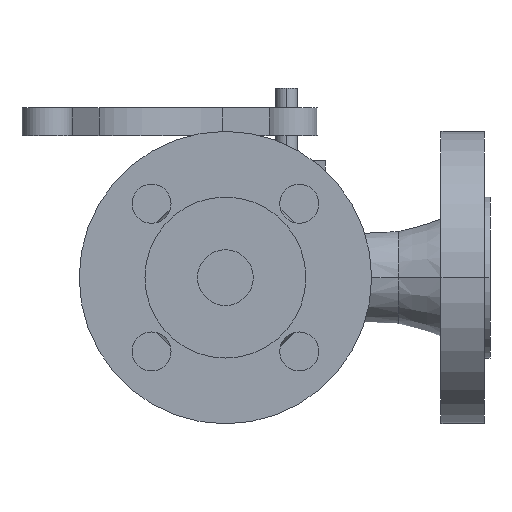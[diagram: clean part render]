
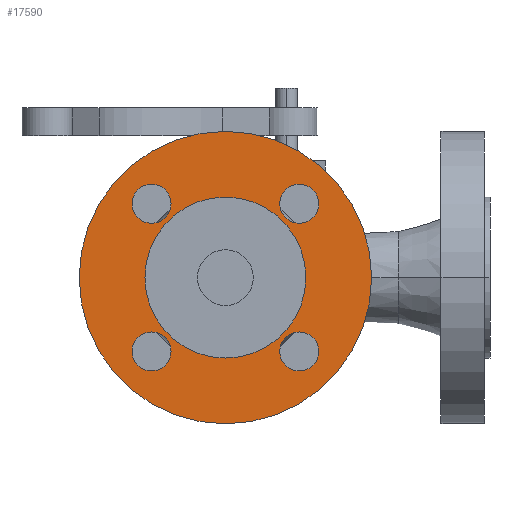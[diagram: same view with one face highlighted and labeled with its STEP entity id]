
A CAD part, front view. The second image highlights one B-rep face of the part: STEP entity #17590.
In plain terms, the highlighted planar face has unit normal (0, -1, 0).
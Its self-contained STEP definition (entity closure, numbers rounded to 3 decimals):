
#2710=CARTESIAN_POINT('',(-28.9,2.,0.))
;
#2720=VERTEX_POINT('',#2710);
#2880=CARTESIAN_POINT('',(28.9,2.,0.));
#2890=VERTEX_POINT('',#2880);
#2920=CARTESIAN_POINT('',(0.,2.,0.));
#2930=DIRECTION('',(0.,-1.,-0.));
#2940=DIRECTION('',(-1.,0.,0.));
#2950=AXIS2_PLACEMENT_3D('',#2920,#2930,#2940);
#2960=CIRCLE('',#2950,28.9);
#2970=EDGE_CURVE('',#2720,#2890,#2960,.T.);
#3110=CARTESIAN_POINT('',(52.5,2.,0.));
#3120=VERTEX_POINT('',#3110);
#3170=CARTESIAN_POINT('',(0.,2.,0.));
#3180=DIRECTION('',(0.,-1.,-0.));
#3190=DIRECTION('',(-1.,0.,0.));
#3200=AXIS2_PLACEMENT_3D('',#3170,#3180,#3190);
#3210=CIRCLE('',#3200,52.5);
#3220=CARTESIAN_POINT('',(-52.5,2.,0.))
;
#3230=VERTEX_POINT('',#3220);
#3240=EDGE_CURVE('',#3120,#3230,#3210,.T.);
#10290=CARTESIAN_POINT('',(33.517,2.,-26.517));
#10300=VERTEX_POINT('',#10290);
#10460=CARTESIAN_POINT('',(19.517,2.,
-26.517));
#10470=VERTEX_POINT('',#10460);
#10500=CARTESIAN_POINT('',(26.517,2.,
-26.517));
#10510=DIRECTION('',(0.,1.,0.));
#10520=DIRECTION('',(1.,0.,0.));
#10530=AXIS2_PLACEMENT_3D('',#10500,#10510,#10520);
#10540=CIRCLE('',#10530,7.);
#10550=EDGE_CURVE('',#10470,#10300,#10540,.T.);
#10710=CARTESIAN_POINT('',(33.517,2.,
26.517));
#10720=VERTEX_POINT('',#10710);
#10750=CARTESIAN_POINT('',(26.517,2.,
26.517));
#10760=DIRECTION('',(0.,1.,0.));
#10770=DIRECTION('',(1.,0.,0.));
#10780=AXIS2_PLACEMENT_3D('',#10750,#10760,#10770);
#10790=CIRCLE('',#10780,7.);
#10800=CARTESIAN_POINT('',(19.517,2.,
26.517));
#10810=VERTEX_POINT('',#10800);
#10820=EDGE_CURVE('',#10720,#10810,#10790,.T.);
#11130=CARTESIAN_POINT('',(-33.517,2.,
26.517));
#11140=VERTEX_POINT('',#11130);
#11300=CARTESIAN_POINT('',(-19.517,2.,
26.517));
#11310=VERTEX_POINT('',#11300);
#11340=CARTESIAN_POINT('',(-26.517,2.,
26.517));
#11350=DIRECTION('',(0.,1.,0.));
#11360=DIRECTION('',(1.,0.,0.));
#11370=AXIS2_PLACEMENT_3D('',#11340,#11350,#11360);
#11380=CIRCLE('',#11370,7.);
#11390=EDGE_CURVE('',#11310,#11140,#11380,.T.);
#11550=CARTESIAN_POINT('',(-19.517,2.,-26.517));
#11560=VERTEX_POINT('',#11550);
#11720=CARTESIAN_POINT('',(-33.517,2.,
-26.517));
#11730=VERTEX_POINT('',#11720);
#11760=CARTESIAN_POINT('',(-26.517,2.,
-26.517));
#11770=DIRECTION('',(0.,1.,0.));
#11780=DIRECTION('',(1.,0.,0.));
#11790=AXIS2_PLACEMENT_3D('',#11760,#11770,#11780);
#11800=CIRCLE('',#11790,7.);
#11810=EDGE_CURVE('',#11730,#11560,#11800,.T.);
#17240=CARTESIAN_POINT('',(-40.7,2.,0.)
);
#17250=DIRECTION('',(0.,-1.,0.));
#17260=DIRECTION('',(-1.,0.,0.));
#17270=AXIS2_PLACEMENT_3D('',#17240,#17250,#17260);
#17280=PLANE('',#17270);
#17290=EDGE_CURVE('',#11560,#11730,#11800,.T.);
#17300=ORIENTED_EDGE('',*,*,#17290,.T.);
#17310=ORIENTED_EDGE('',*,*,#11810,.T.);
#17320=EDGE_LOOP('',(#17310,#17300));
#17330=FACE_BOUND('',#17320,.T.);
#17340=EDGE_CURVE('',#11140,#11310,#11380,.T.);
#17350=ORIENTED_EDGE('',*,*,#17340,.T.);
#17360=ORIENTED_EDGE('',*,*,#11390,.T.);
#17370=EDGE_LOOP('',(#17360,#17350));
#17380=FACE_BOUND('',#17370,.T.);
#17390=EDGE_CURVE('',#10810,#10720,#10790,.T.);
#17400=ORIENTED_EDGE('',*,*,#17390,.T.);
#17410=ORIENTED_EDGE('',*,*,#10820,.T.);
#17420=EDGE_LOOP('',(#17410,#17400));
#17430=FACE_BOUND('',#17420,.T.);
#17440=EDGE_CURVE('',#10300,#10470,#10540,.T.);
#17450=ORIENTED_EDGE('',*,*,#17440,.T.);
#17460=ORIENTED_EDGE('',*,*,#10550,.T.);
#17470=EDGE_LOOP('',(#17460,#17450));
#17480=FACE_BOUND('',#17470,.T.);
#17490=EDGE_CURVE('',#2890,#2720,#2960,.T.);
#17500=ORIENTED_EDGE('',*,*,#17490,.F.);
#17510=ORIENTED_EDGE('',*,*,#2970,.F.);
#17520=EDGE_LOOP('',(#17510,#17500));
#17530=FACE_BOUND('',#17520,.T.);
#17540=EDGE_CURVE('',#3230,#3120,#3210,.T.);
#17550=ORIENTED_EDGE('',*,*,#17540,.T.);
#17560=ORIENTED_EDGE('',*,*,#3240,.T.);
#17570=EDGE_LOOP('',(#17560,#17550));
#17580=FACE_OUTER_BOUND('',#17570,.T.);
#17590=ADVANCED_FACE('',(#17330,#17380,#17430,#17480,#17530,#17580),
#17280,.T.);
